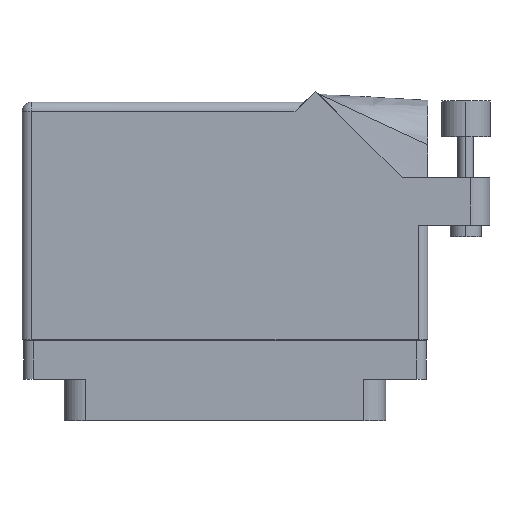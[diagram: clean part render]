
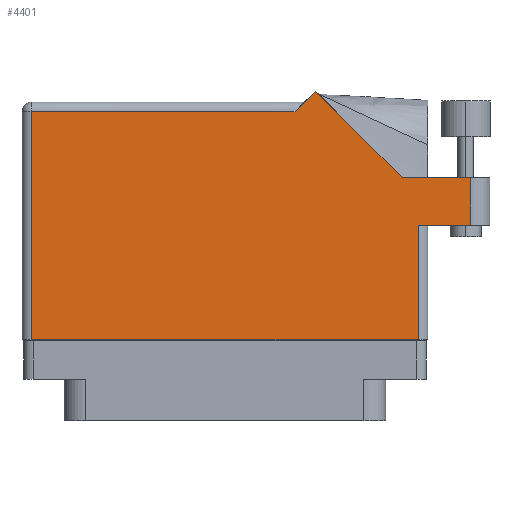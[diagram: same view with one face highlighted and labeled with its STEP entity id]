
A CAD part, front view. The second image highlights one B-rep face of the part: STEP entity #4401.
In plain terms, the highlighted face is planar.
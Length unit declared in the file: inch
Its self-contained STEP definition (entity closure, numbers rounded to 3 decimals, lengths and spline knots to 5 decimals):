
#934 = VERTEX_POINT ( 'NONE', #24962 ) ;
#1086 = CARTESIAN_POINT ( 'NONE',  ( 1.581, 0.944, 0.455 ) ) ;
#1168 = LINE ( 'NONE', #9509, #35384 ) ;
#2483 = EDGE_CURVE ( 'NONE', #11037, #45180, #29243, .T. ) ;
#3255 = LINE ( 'NONE', #13463, #29296 ) ;
#3436 = DIRECTION ( 'NONE',  ( -1., 0., 0. ) ) ;
#3675 = LINE ( 'NONE', #9630, #38963 ) ;
#3730 = LINE ( 'NONE', #35884, #8908 ) ;
#3847 = VERTEX_POINT ( 'NONE', #20777 ) ;
#4119 = VERTEX_POINT ( 'NONE', #30634 ) ;
#4401 = ADVANCED_FACE ( 'NONE', ( #5284 ), #18095, .F. ) ;
#5244 = LINE ( 'NONE', #11950, #43404 ) ;
#5284 = FACE_OUTER_BOUND ( 'NONE', #11869, .T. ) ;
#6783 = ORIENTED_EDGE ( 'NONE', *, *, #2483, .T. ) ;
#6879 = EDGE_CURVE ( 'NONE', #4119, #25363, #3730, .T. ) ;
#7039 = EDGE_CURVE ( 'NONE', #24393, #4119, #26242, .T. ) ;
#7927 = CARTESIAN_POINT ( 'NONE',  ( 1.306, 0.637, 0.455 ) ) ;
#8908 = VECTOR ( 'NONE', #42797, 39.37008 ) ;
#9509 = CARTESIAN_POINT ( 'NONE',  ( 1.244, 0.637, 0.455 ) ) ;
#9630 = CARTESIAN_POINT ( 'NONE',  ( -1.306, -0.1, 0.455 ) ) ;
#10155 = ORIENTED_EDGE ( 'NONE', *, *, #26554, .T. ) ;
#11037 = VERTEX_POINT ( 'NONE', #39866 ) ;
#11869 = EDGE_LOOP ( 'NONE', ( #36330, #6783, #40327, #13703, #46536, #10155, #38509, #35482, #15876 ) ) ;
#11950 = CARTESIAN_POINT ( 'NONE',  ( -1.244, -0.1, 0.455 ) ) ;
#13463 = CARTESIAN_POINT ( 'NONE',  ( -1.306, 1.368, 0.455 ) ) ;
#13703 = ORIENTED_EDGE ( 'NONE', *, *, #7039, .T. ) ;
#14510 = CARTESIAN_POINT ( 'NONE',  ( 1.244, 0.637, 0.455 ) ) ;
#15876 = ORIENTED_EDGE ( 'NONE', *, *, #28313, .T. ) ;
#16688 = DIRECTION ( 'NONE',  ( -1., 0., 0. ) ) ;
#16741 = CARTESIAN_POINT ( 'NONE',  ( 0.451, 1.368, 0.455 ) ) ;
#18095 = PLANE ( 'NONE',  #42137 ) ;
#20777 = CARTESIAN_POINT ( 'NONE',  ( -1.244, -0.1, 0.455 ) ) ;
#21880 = DIRECTION ( 'NONE',  ( 0., 0., -1. ) ) ;
#22408 = EDGE_CURVE ( 'NONE', #45180, #24393, #24046, .T. ) ;
#22908 = CARTESIAN_POINT ( 'NONE',  ( 1.14042, 0.944, 0.455 ) ) ;
#23608 = EDGE_CURVE ( 'NONE', #3847, #934, #3675, .T. ) ;
#24046 = LINE ( 'NONE', #43485, #40820 ) ;
#24393 = VERTEX_POINT ( 'NONE', #30571 ) ;
#24962 = CARTESIAN_POINT ( 'NONE',  ( 1.244, -0.1, 0.455 ) ) ;
#25363 = VERTEX_POINT ( 'NONE', #16741 ) ;
#26242 = LINE ( 'NONE', #22908, #28001 ) ;
#26554 = EDGE_CURVE ( 'NONE', #25363, #30395, #3255, .T. ) ;
#26820 = DIRECTION ( 'NONE',  ( 1., 0., 0. ) ) ;
#27007 = DIRECTION ( 'NONE',  ( 0., 1., 0. ) ) ;
#27275 = EDGE_CURVE ( 'NONE', #38549, #11037, #37879, .T. ) ;
#28001 = VECTOR ( 'NONE', #35823, 39.37008 ) ;
#28313 = EDGE_CURVE ( 'NONE', #934, #38549, #1168, .T. ) ;
#28400 = DIRECTION ( 'NONE',  ( 1., 0., 0. ) ) ;
#29243 = LINE ( 'NONE', #1086, #45388 ) ;
#29296 = VECTOR ( 'NONE', #16688, 39.37008 ) ;
#30395 = VERTEX_POINT ( 'NONE', #37892 ) ;
#30571 = CARTESIAN_POINT ( 'NONE',  ( 1.14042, 0.944, 0.455 ) ) ;
#30634 = CARTESIAN_POINT ( 'NONE',  ( 0.58371, 1.50071, 0.455 ) ) ;
#34487 = DIRECTION ( 'NONE',  ( 0., -1., 0. ) ) ;
#35170 = EDGE_CURVE ( 'NONE', #30395, #3847, #5244, .T. ) ;
#35384 = VECTOR ( 'NONE', #42339, 39.37008 ) ;
#35482 = ORIENTED_EDGE ( 'NONE', *, *, #23608, .T. ) ;
#35823 = DIRECTION ( 'NONE',  ( -0.707, 0.707, 0. ) ) ;
#35884 = CARTESIAN_POINT ( 'NONE',  ( 0.513, 1.43, 0.455 ) ) ;
#36330 = ORIENTED_EDGE ( 'NONE', *, *, #27275, .T. ) ;
#37879 = LINE ( 'NONE', #7927, #39040 ) ;
#37892 = CARTESIAN_POINT ( 'NONE',  ( -1.244, 1.368, 0.455 ) ) ;
#38509 = ORIENTED_EDGE ( 'NONE', *, *, #35170, .T. ) ;
#38549 = VERTEX_POINT ( 'NONE', #14510 ) ;
#38963 = VECTOR ( 'NONE', #28400, 39.37008 ) ;
#39040 = VECTOR ( 'NONE', #26820, 39.37008 ) ;
#39320 = DIRECTION ( 'NONE',  ( -1., 0., 0. ) ) ;
#39866 = CARTESIAN_POINT ( 'NONE',  ( 1.581, 0.637, 0.455 ) ) ;
#40327 = ORIENTED_EDGE ( 'NONE', *, *, #22408, .T. ) ;
#40820 = VECTOR ( 'NONE', #39320, 39.37008 ) ;
#42137 = AXIS2_PLACEMENT_3D ( 'NONE', #43975, #21880, #3436 ) ;
#42339 = DIRECTION ( 'NONE',  ( 0., 1., 0. ) ) ;
#42797 = DIRECTION ( 'NONE',  ( -0.707, -0.707, 0. ) ) ;
#43404 = VECTOR ( 'NONE', #34487, 39.37008 ) ;
#43485 = CARTESIAN_POINT ( 'NONE',  ( 1.706, 0.944, 0.455 ) ) ;
#43975 = CARTESIAN_POINT ( 'NONE',  ( -1.306, 1.43, 0.455 ) ) ;
#44118 = CARTESIAN_POINT ( 'NONE',  ( 1.581, 0.944, 0.455 ) ) ;
#45180 = VERTEX_POINT ( 'NONE', #44118 ) ;
#45388 = VECTOR ( 'NONE', #27007, 39.37008 ) ;
#46536 = ORIENTED_EDGE ( 'NONE', *, *, #6879, .T. ) ;
